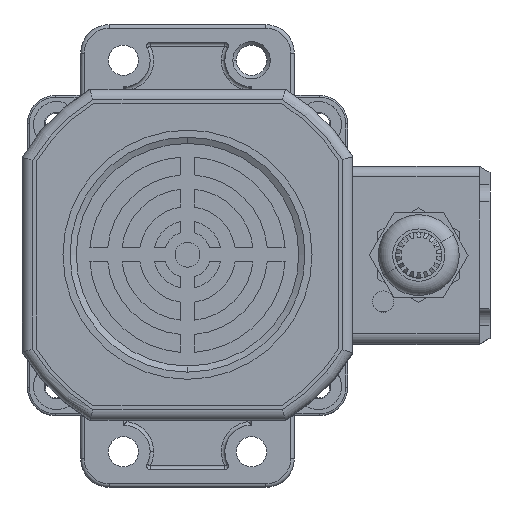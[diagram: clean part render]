
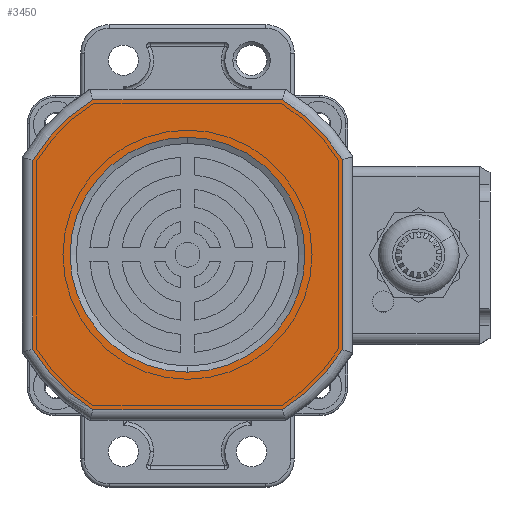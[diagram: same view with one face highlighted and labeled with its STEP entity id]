
A CAD part, top view. The second image highlights one B-rep face of the part: STEP entity #3450.
In plain terms, the highlighted face is planar.
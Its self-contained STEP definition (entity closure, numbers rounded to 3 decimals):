
#493 = CIRCLE ( 'NONE', #6434, 51. ) ;
#1027 = DIRECTION ( 'NONE',  ( 0., -1., 0. ) ) ;
#1099 = EDGE_LOOP ( 'NONE', ( #3804, #10891, #12347, #8540, #26848, #18375, #18563, #1519 ) ) ;
#1255 = CIRCLE ( 'NONE', #26350, 33. ) ;
#1519 = ORIENTED_EDGE ( 'NONE', *, *, #12956, .T. ) ;
#1551 = CARTESIAN_POINT ( 'NONE',  ( 0., 0., -33. ) ) ;
#1986 = DIRECTION ( 'NONE',  ( 0., 0., -1. ) ) ;
#2319 = VERTEX_POINT ( 'NONE', #12363 ) ;
#2705 = LINE ( 'NONE', #9238, #28045 ) ;
#3450 = ADVANCED_FACE ( 'NONE', ( #27799, #8182 ), #23691, .F. ) ;
#3589 = EDGE_CURVE ( 'NONE', #19914, #19305, #30517, .T. ) ;
#3804 = ORIENTED_EDGE ( 'NONE', *, *, #3589, .T. ) ;
#4125 = VERTEX_POINT ( 'NONE', #18117 ) ;
#4294 = CARTESIAN_POINT ( 'NONE',  ( 43.5, 0., 26.705 ) ) ;
#6074 = VERTEX_POINT ( 'NONE', #4294 ) ;
#6145 = DIRECTION ( 'NONE',  ( 0., -1., 0. ) ) ;
#6155 = AXIS2_PLACEMENT_3D ( 'NONE', #28519, #28635, #13915 ) ;
#6313 = EDGE_CURVE ( 'NONE', #4125, #28359, #2705, .T. ) ;
#6434 = AXIS2_PLACEMENT_3D ( 'NONE', #20895, #6145, #23364 ) ;
#6781 = DIRECTION ( 'NONE',  ( -1., 0., 0. ) ) ;
#6885 = LINE ( 'NONE', #14053, #11879 ) ;
#6976 = CIRCLE ( 'NONE', #14924, 51. ) ;
#7351 = VERTEX_POINT ( 'NONE', #1551 ) ;
#8108 = LINE ( 'NONE', #23784, #26956 ) ;
#8182 = FACE_BOUND ( 'NONE', #23859, .T. ) ;
#8183 = EDGE_CURVE ( 'NONE', #30774, #26808, #8108, .T. ) ;
#8540 = ORIENTED_EDGE ( 'NONE', *, *, #24298, .T. ) ;
#9238 = CARTESIAN_POINT ( 'NONE',  ( 0.05, 0., 43.5 ) ) ;
#10454 = VERTEX_POINT ( 'NONE', #19467 ) ;
#10891 = ORIENTED_EDGE ( 'NONE', *, *, #25654, .T. ) ;
#10961 = EDGE_CURVE ( 'NONE', #2319, #6074, #6885, .T. ) ;
#11391 = CIRCLE ( 'NONE', #22287, 51. ) ;
#11611 = CARTESIAN_POINT ( 'NONE',  ( 0., 0., 0. ) ) ;
#11879 = VECTOR ( 'NONE', #28868, 1000. ) ;
#12347 = ORIENTED_EDGE ( 'NONE', *, *, #8183, .T. ) ;
#12363 = CARTESIAN_POINT ( 'NONE',  ( 43.5, 0., -26.705 ) ) ;
#12445 = VECTOR ( 'NONE', #1986, 1000. ) ;
#12754 = CARTESIAN_POINT ( 'NONE',  ( 0.05, 0., 0. ) ) ;
#12956 = EDGE_CURVE ( 'NONE', #28359, #19914, #11391, .T. ) ;
#13480 = CARTESIAN_POINT ( 'NONE',  ( 0.05, 0., 0. ) ) ;
#13915 = DIRECTION ( 'NONE',  ( 0., 0., 1. ) ) ;
#14000 = CARTESIAN_POINT ( 'NONE',  ( 0.05, 0., 0. ) ) ;
#14053 = CARTESIAN_POINT ( 'NONE',  ( 43.5, 0., 0. ) ) ;
#14098 = DIRECTION ( 'NONE',  ( 0., 0., -1. ) ) ;
#14924 = AXIS2_PLACEMENT_3D ( 'NONE', #13480, #30672, #15979 ) ;
#15108 = ORIENTED_EDGE ( 'NONE', *, *, #19685, .F. ) ;
#15245 = DIRECTION ( 'NONE',  ( 0., 0., 1. ) ) ;
#15755 = CARTESIAN_POINT ( 'NONE',  ( 0., 0., 0. ) ) ;
#15979 = DIRECTION ( 'NONE',  ( 0., 0., 1. ) ) ;
#16292 = AXIS2_PLACEMENT_3D ( 'NONE', #14000, #31174, #16496 ) ;
#16496 = DIRECTION ( 'NONE',  ( 0., 0., 1. ) ) ;
#17050 = CIRCLE ( 'NONE', #17334, 33. ) ;
#17334 = AXIS2_PLACEMENT_3D ( 'NONE', #11611, #28806, #14098 ) ;
#18117 = CARTESIAN_POINT ( 'NONE',  ( 26.673, 0., 43.5 ) ) ;
#18231 = DIRECTION ( 'NONE',  ( 0., 0., -1. ) ) ;
#18375 = ORIENTED_EDGE ( 'NONE', *, *, #27050, .T. ) ;
#18563 = ORIENTED_EDGE ( 'NONE', *, *, #6313, .T. ) ;
#19292 = CARTESIAN_POINT ( 'NONE',  ( -43.5, 0., 0. ) ) ;
#19305 = VERTEX_POINT ( 'NONE', #19613 ) ;
#19467 = CARTESIAN_POINT ( 'NONE',  ( 0., 0., 33. ) ) ;
#19613 = CARTESIAN_POINT ( 'NONE',  ( -43.5, 0., -26.54 ) ) ;
#19676 = CARTESIAN_POINT ( 'NONE',  ( -43.5, 0., 26.54 ) ) ;
#19685 = EDGE_CURVE ( 'NONE', #10454, #7351, #17050, .T. ) ;
#19914 = VERTEX_POINT ( 'NONE', #19676 ) ;
#20895 = CARTESIAN_POINT ( 'NONE',  ( 0.05, 0., 0. ) ) ;
#21286 = ORIENTED_EDGE ( 'NONE', *, *, #25580, .F. ) ;
#22287 = AXIS2_PLACEMENT_3D ( 'NONE', #12754, #29930, #15245 ) ;
#23364 = DIRECTION ( 'NONE',  ( 0., 0., 1. ) ) ;
#23691 = PLANE ( 'NONE',  #6155 ) ;
#23784 = CARTESIAN_POINT ( 'NONE',  ( 0.05, 0., -43.5 ) ) ;
#23859 = EDGE_LOOP ( 'NONE', ( #21286, #15108 ) ) ;
#24298 = EDGE_CURVE ( 'NONE', #26808, #2319, #26276, .T. ) ;
#25580 = EDGE_CURVE ( 'NONE', #7351, #10454, #1255, .T. ) ;
#25654 = EDGE_CURVE ( 'NONE', #19305, #30774, #493, .T. ) ;
#26129 = DIRECTION ( 'NONE',  ( 1., 0., 0. ) ) ;
#26276 = CIRCLE ( 'NONE', #16292, 51. ) ;
#26350 = AXIS2_PLACEMENT_3D ( 'NONE', #15755, #1027, #18231 ) ;
#26361 = CARTESIAN_POINT ( 'NONE',  ( -26.572, 0., 43.5 ) ) ;
#26808 = VERTEX_POINT ( 'NONE', #28968 ) ;
#26848 = ORIENTED_EDGE ( 'NONE', *, *, #10961, .T. ) ;
#26956 = VECTOR ( 'NONE', #26129, 1000. ) ;
#27050 = EDGE_CURVE ( 'NONE', #6074, #4125, #6976, .T. ) ;
#27596 = CARTESIAN_POINT ( 'NONE',  ( -26.572, 0., -43.5 ) ) ;
#27799 = FACE_OUTER_BOUND ( 'NONE', #1099, .T. ) ;
#28045 = VECTOR ( 'NONE', #6781, 1000. ) ;
#28359 = VERTEX_POINT ( 'NONE', #26361 ) ;
#28519 = CARTESIAN_POINT ( 'NONE',  ( 0.05, 0., 0. ) ) ;
#28635 = DIRECTION ( 'NONE',  ( 0., 1., 0. ) ) ;
#28806 = DIRECTION ( 'NONE',  ( 0., -1., 0. ) ) ;
#28868 = DIRECTION ( 'NONE',  ( 0., 0., 1. ) ) ;
#28968 = CARTESIAN_POINT ( 'NONE',  ( 26.673, 0., -43.5 ) ) ;
#29930 = DIRECTION ( 'NONE',  ( 0., -1., 0. ) ) ;
#30517 = LINE ( 'NONE', #19292, #12445 ) ;
#30672 = DIRECTION ( 'NONE',  ( 0., -1., 0. ) ) ;
#30774 = VERTEX_POINT ( 'NONE', #27596 ) ;
#31174 = DIRECTION ( 'NONE',  ( 0., -1., 0. ) ) ;
